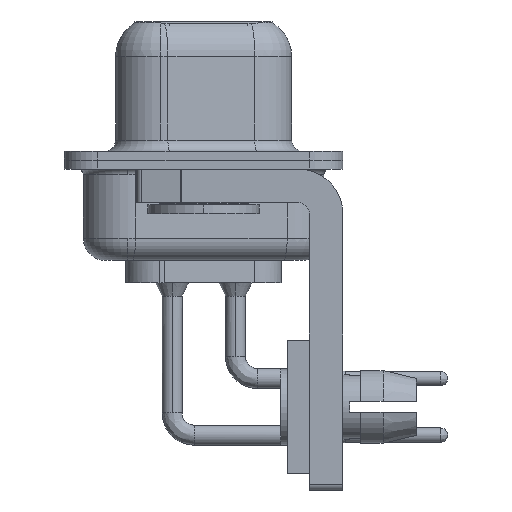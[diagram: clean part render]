
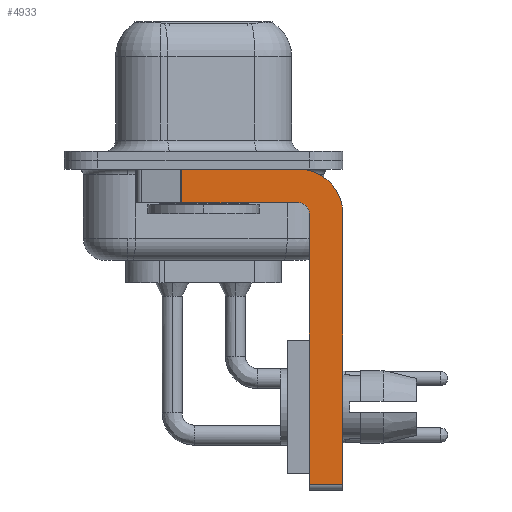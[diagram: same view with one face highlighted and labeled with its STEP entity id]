
A CAD part, left-side view. The second image highlights one B-rep face of the part: STEP entity #4933.
In plain terms, the highlighted planar face has unit normal (-1, 0, 0).
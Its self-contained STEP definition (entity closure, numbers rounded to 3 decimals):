
#358 = CARTESIAN_POINT ( 'NONE',  ( -2.9, -4.75, -14.55 ) ) ;
#359 = FACE_OUTER_BOUND ( 'NONE', #18674, .T. ) ;
#806 = DIRECTION ( 'NONE',  ( 0., -1., 0. ) ) ;
#846 = EDGE_CURVE ( 'NONE', #11467, #13468, #16710, .T. ) ;
#929 = CARTESIAN_POINT ( 'NONE',  ( -2.9, -4.25, -0.4 ) ) ;
#1008 = VECTOR ( 'NONE', #806, 1000. ) ;
#1279 = LINE ( 'NONE', #5319, #8603 ) ;
#2463 = CARTESIAN_POINT ( 'NONE',  ( -2.9, -4.25, -2.4 ) ) ;
#2516 = VERTEX_POINT ( 'NONE', #6356 ) ;
#2573 = VERTEX_POINT ( 'NONE', #358 ) ;
#3552 = LINE ( 'NONE', #4016, #10943 ) ;
#3613 = EDGE_CURVE ( 'NONE', #12690, #10159, #14209, .T. ) ;
#3931 = DIRECTION ( 'NONE',  ( 0., 0., 1. ) ) ;
#4016 = CARTESIAN_POINT ( 'NONE',  ( -2.9, 3., -0.4 ) ) ;
#4933 = ADVANCED_FACE ( 'NONE', ( #359 ), #15939, .F. ) ;
#5023 = CARTESIAN_POINT ( 'NONE',  ( -2.9, 0.978, -1.9 ) ) ;
#5319 = CARTESIAN_POINT ( 'NONE',  ( -2.9, -4.75, -14.8 ) ) ;
#5328 = CARTESIAN_POINT ( 'NONE',  ( -2.9, -6.25, -2.4 ) ) ;
#5452 = EDGE_CURVE ( 'NONE', #2573, #17031, #1279, .T. ) ;
#5557 = ORIENTED_EDGE ( 'NONE', *, *, #6186, .F. ) ;
#5867 = VECTOR ( 'NONE', #17530, 1000. ) ;
#6186 = EDGE_CURVE ( 'NONE', #11826, #11467, #3552, .T. ) ;
#6356 = CARTESIAN_POINT ( 'NONE',  ( -2.9, -6.25, -14.55 ) ) ;
#6386 = CARTESIAN_POINT ( 'NONE',  ( -2.9, -6.25, -2.4 ) ) ;
#7123 = DIRECTION ( 'NONE',  ( 0., 0., -1. ) ) ;
#7145 = CARTESIAN_POINT ( 'NONE',  ( -2.9, -4.75, -2.4 ) ) ;
#7172 = ORIENTED_EDGE ( 'NONE', *, *, #11368, .F. ) ;
#8061 = EDGE_CURVE ( 'NONE', #13468, #2516, #9004, .T. ) ;
#8129 = CIRCLE ( 'NONE', #8799, 0.5 ) ;
#8187 = DIRECTION ( 'NONE',  ( 1., 0., 0. ) ) ;
#8603 = VECTOR ( 'NONE', #15665, 1000. ) ;
#8799 = AXIS2_PLACEMENT_3D ( 'NONE', #2463, #12804, #3931 ) ;
#9004 = LINE ( 'NONE', #5328, #16908 ) ;
#10159 = VERTEX_POINT ( 'NONE', #5023 ) ;
#10516 = DIRECTION ( 'NONE',  ( 0., 0., -1. ) ) ;
#10824 = LINE ( 'NONE', #16475, #14763 ) ;
#10943 = VECTOR ( 'NONE', #14352, 1000. ) ;
#11368 = EDGE_CURVE ( 'NONE', #17031, #12690, #8129, .T. ) ;
#11467 = VERTEX_POINT ( 'NONE', #929 ) ;
#11826 = VERTEX_POINT ( 'NONE', #15561 ) ;
#12242 = AXIS2_PLACEMENT_3D ( 'NONE', #18569, #8187, #16164 ) ;
#12690 = VERTEX_POINT ( 'NONE', #17970 ) ;
#12770 = LINE ( 'NONE', #17060, #1008 ) ;
#12804 = DIRECTION ( 'NONE',  ( -1., 0., 0. ) ) ;
#13056 = CARTESIAN_POINT ( 'NONE',  ( -2.9, -4.25, -2.4 ) ) ;
#13106 = ORIENTED_EDGE ( 'NONE', *, *, #5452, .F. ) ;
#13468 = VERTEX_POINT ( 'NONE', #6386 ) ;
#13525 = CARTESIAN_POINT ( 'NONE',  ( -2.9, -4.25, -1.9 ) ) ;
#13580 = AXIS2_PLACEMENT_3D ( 'NONE', #13056, #16017, #7123 ) ;
#14209 = LINE ( 'NONE', #13525, #5867 ) ;
#14352 = DIRECTION ( 'NONE',  ( 0., -1., 0. ) ) ;
#14412 = ORIENTED_EDGE ( 'NONE', *, *, #15559, .T. ) ;
#14763 = VECTOR ( 'NONE', #10516, 1000. ) ;
#15348 = ORIENTED_EDGE ( 'NONE', *, *, #18547, .T. ) ;
#15559 = EDGE_CURVE ( 'NONE', #2573, #2516, #12770, .T. ) ;
#15561 = CARTESIAN_POINT ( 'NONE',  ( -2.9, 0.978, -0.4 ) ) ;
#15665 = DIRECTION ( 'NONE',  ( 0., 0., 1. ) ) ;
#15676 = DIRECTION ( 'NONE',  ( 0., 0., -1. ) ) ;
#15928 = ORIENTED_EDGE ( 'NONE', *, *, #3613, .F. ) ;
#15939 = PLANE ( 'NONE',  #13580 ) ;
#16017 = DIRECTION ( 'NONE',  ( 1., 0., 0. ) ) ;
#16164 = DIRECTION ( 'NONE',  ( 0., 0., -1. ) ) ;
#16165 = ORIENTED_EDGE ( 'NONE', *, *, #846, .F. ) ;
#16475 = CARTESIAN_POINT ( 'NONE',  ( -2.9, 0.978, -1.9 ) ) ;
#16710 = CIRCLE ( 'NONE', #12242, 2. ) ;
#16908 = VECTOR ( 'NONE', #15676, 1000. ) ;
#17031 = VERTEX_POINT ( 'NONE', #7145 ) ;
#17060 = CARTESIAN_POINT ( 'NONE',  ( -2.9, -4.25, -14.55 ) ) ;
#17263 = ORIENTED_EDGE ( 'NONE', *, *, #8061, .F. ) ;
#17530 = DIRECTION ( 'NONE',  ( 0., 1., 0. ) ) ;
#17970 = CARTESIAN_POINT ( 'NONE',  ( -2.9, -4.25, -1.9 ) ) ;
#18547 = EDGE_CURVE ( 'NONE', #11826, #10159, #10824, .T. ) ;
#18569 = CARTESIAN_POINT ( 'NONE',  ( -2.9, -4.25, -2.4 ) ) ;
#18674 = EDGE_LOOP ( 'NONE', ( #5557, #15348, #15928, #7172, #13106, #14412, #17263, #16165 ) ) ;
